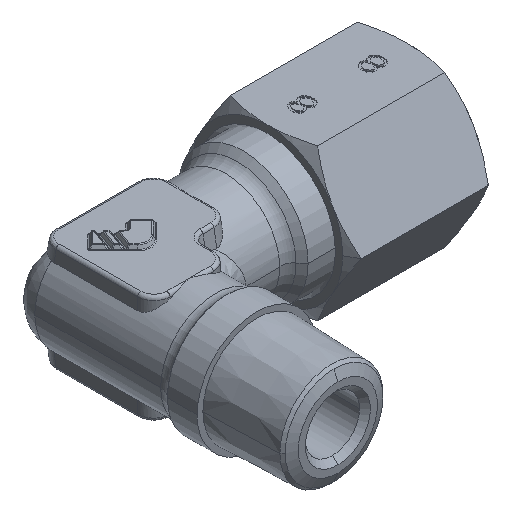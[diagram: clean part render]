
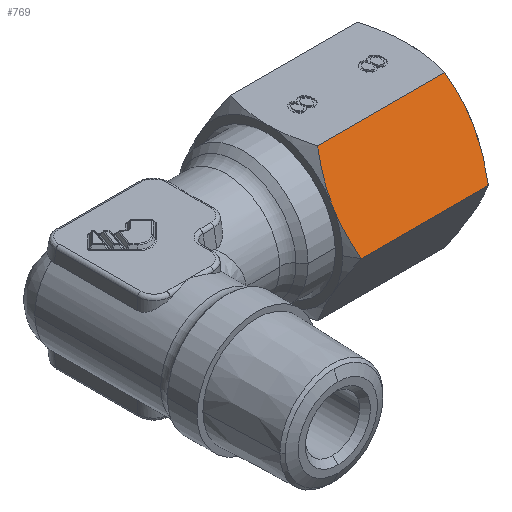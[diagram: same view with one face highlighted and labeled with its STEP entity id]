
A CAD part, isometric view. The second image highlights one B-rep face of the part: STEP entity #769.
In plain terms, the highlighted planar face has unit normal (0, -0.866, 0.5).
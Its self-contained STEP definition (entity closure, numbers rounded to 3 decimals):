
#769=ADVANCED_FACE('',(#1834),#1835,.T.);
#1834=FACE_OUTER_BOUND('',#3406,.T.);
#1835=PLANE('',#3407);
#3406=EDGE_LOOP('',(#6487,#6488,#6489,#6490,#6491,#6492));
#3407=AXIS2_PLACEMENT_3D('',#6493,#6494,#6495);
#6487=ORIENTED_EDGE('',*,*,#10018,.T.);
#6488=ORIENTED_EDGE('',*,*,#10019,.T.);
#6489=ORIENTED_EDGE('',*,*,#9345,.T.);
#6490=ORIENTED_EDGE('',*,*,#10020,.F.);
#6491=ORIENTED_EDGE('',*,*,#10021,.F.);
#6492=ORIENTED_EDGE('',*,*,#10022,.F.);
#6493=CARTESIAN_POINT('',(26.952,-8.083,0.0));
#6494=DIRECTION('',(0.0,-0.866,0.5));
#6495=DIRECTION('',(-1.0,0.0,0.0));
#9345=EDGE_CURVE('',#10968,#10977,#10979,.T.);
#10018=EDGE_CURVE('',#12098,#12099,#12100,.T.);
#10019=EDGE_CURVE('',#12099,#10968,#12101,.T.);
#10020=EDGE_CURVE('',#12102,#10977,#12103,.T.);
#10021=EDGE_CURVE('',#11392,#12102,#12104,.T.);
#10022=EDGE_CURVE('',#12098,#11392,#12105,.T.);
#10968=VERTEX_POINT('',#13302);
#10977=VERTEX_POINT('',#13339);
#10979=LINE('',#13350,#13351);
#11392=VERTEX_POINT('',#13960);
#12098=VERTEX_POINT('',#15361);
#12099=VERTEX_POINT('',#15362);
#12100=(B_SPLINE_CURVE(2,(#15364,#15365,#15366),.UNSPECIFIED.,.F.,.F.)B_SPLINE_CURVE_WITH_KNOTS((3,3),(2.224,3.352),.UNSPECIFIED.)RATIONAL_B_SPLINE_CURVE((2.536,2.732,2.732))BOUNDED_CURVE()REPRESENTATION_ITEM('')GEOMETRIC_REPRESENTATION_ITEM()CURVE());
#12101=(B_SPLINE_CURVE(2,(#15374,#15375,#15376),.UNSPECIFIED.,.F.,.F.)B_SPLINE_CURVE_WITH_KNOTS((3,3),(-3.352,-2.224),.UNSPECIFIED.)RATIONAL_B_SPLINE_CURVE((2.732,2.732,2.536))BOUNDED_CURVE()REPRESENTATION_ITEM('')GEOMETRIC_REPRESENTATION_ITEM()CURVE());
#12102=VERTEX_POINT('',#15383);
#12103=(B_SPLINE_CURVE(2,(#15385,#15386,#15387),.UNSPECIFIED.,.F.,.F.)B_SPLINE_CURVE_WITH_KNOTS((3,3),(-3.352,-2.224),.UNSPECIFIED.)RATIONAL_B_SPLINE_CURVE((2.732,2.732,2.536))BOUNDED_CURVE()REPRESENTATION_ITEM('')GEOMETRIC_REPRESENTATION_ITEM()CURVE());
#12104=(B_SPLINE_CURVE(2,(#15395,#15396,#15397),.UNSPECIFIED.,.F.,.F.)B_SPLINE_CURVE_WITH_KNOTS((3,3),(-4.48,-3.352),.UNSPECIFIED.)RATIONAL_B_SPLINE_CURVE((2.536,2.732,2.732))BOUNDED_CURVE()REPRESENTATION_ITEM('')GEOMETRIC_REPRESENTATION_ITEM()CURVE());
#12105=LINE('',#15404,#15405);
#13302=CARTESIAN_POINT('',(26.326,-4.041,7.0));
#13339=CARTESIAN_POINT('',(14.577,-4.041,7.0));
#13350=CARTESIAN_POINT('',(26.326,-4.041,7.0));
#13351=VECTOR('',#17954,11.75);
#13960=CARTESIAN_POINT('',(14.577,-8.083,0.0));
#15361=CARTESIAN_POINT('',(26.326,-8.083,0.0));
#15362=CARTESIAN_POINT('',(26.952,-6.062,3.5));
#15364=CARTESIAN_POINT('',(26.326,-8.083,0.));
#15365=CARTESIAN_POINT('',(26.952,-7.,1.876));
#15366=CARTESIAN_POINT('',(26.952,-6.062,3.5));
#15374=CARTESIAN_POINT('',(26.952,-6.062,3.5));
#15375=CARTESIAN_POINT('',(26.952,-5.124,5.124));
#15376=CARTESIAN_POINT('',(26.326,-4.041,7.));
#15383=CARTESIAN_POINT('',(13.952,-6.062,3.5));
#15385=CARTESIAN_POINT('',(13.952,-6.062,3.5));
#15386=CARTESIAN_POINT('',(13.952,-5.124,5.124));
#15387=CARTESIAN_POINT('',(14.577,-4.041,7.));
#15395=CARTESIAN_POINT('',(14.577,-8.083,0.));
#15396=CARTESIAN_POINT('',(13.952,-7.,1.876));
#15397=CARTESIAN_POINT('',(13.952,-6.062,3.5));
#15404=CARTESIAN_POINT('',(26.326,-8.083,0.0));
#15405=VECTOR('',#18770,11.75);
#17954=DIRECTION('',(-1.0,0.0,0.0));
#18770=DIRECTION('',(-1.0,0.0,0.0));
